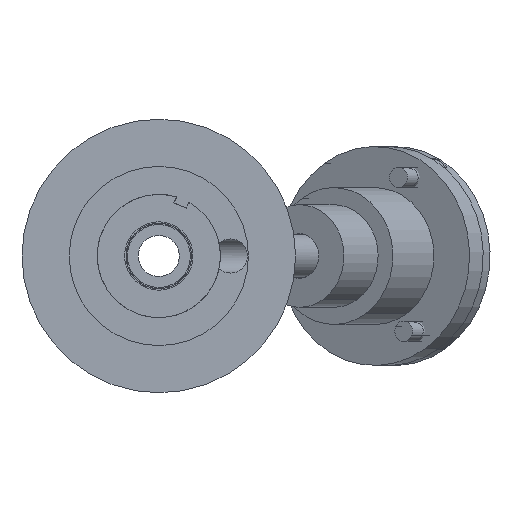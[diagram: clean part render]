
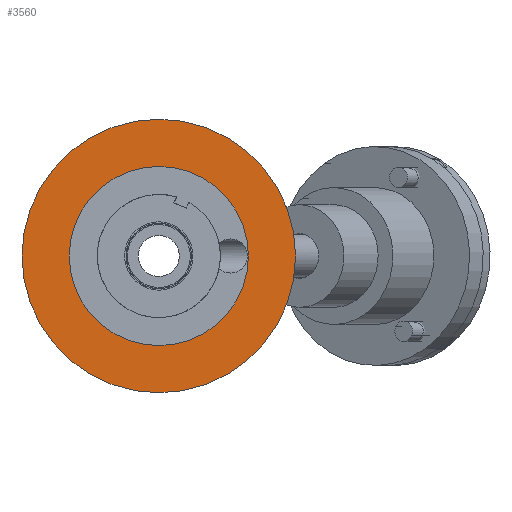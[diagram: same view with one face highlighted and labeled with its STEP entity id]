
A CAD part, front view. The second image highlights one B-rep face of the part: STEP entity #3560.
In plain terms, the highlighted planar face has unit normal (0, -1, 0).
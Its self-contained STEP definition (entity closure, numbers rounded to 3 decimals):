
#194 = EDGE_CURVE ( 'NONE', #805, #800, #2942, .T. ) ;
#210 = EDGE_CURVE ( 'NONE', #753, #803, #2626, .T. ) ;
#347 = EDGE_CURVE ( 'NONE', #800, #805, #2932, .T. ) ;
#357 = EDGE_CURVE ( 'NONE', #803, #753, #2633, .T. ) ;
#753 = VERTEX_POINT ( 'NONE', #3332 ) ;
#800 = VERTEX_POINT ( 'NONE', #3290 ) ;
#803 = VERTEX_POINT ( 'NONE', #3280 ) ;
#805 = VERTEX_POINT ( 'NONE', #3294 ) ;
#1285 = ORIENTED_EDGE ( 'NONE', *, *, #357, .T. ) ;
#1286 = ORIENTED_EDGE ( 'NONE', *, *, #210, .T. ) ;
#1287 = ORIENTED_EDGE ( 'NONE', *, *, #194, .F. ) ;
#1288 = ORIENTED_EDGE ( 'NONE', *, *, #347, .F. ) ;
#2032 = DIRECTION ( 'NONE',  ( -1., 0., 0. ) ) ;
#2033 = DIRECTION ( 'NONE',  ( 0., -1., 0. ) ) ;
#2034 = CARTESIAN_POINT ( 'NONE',  ( -292.994, 495.205, 20. ) ) ;
#2041 = PLANE ( 'NONE',  #6787 ) ;
#2626 = CIRCLE ( 'NONE', #6101, 13.1 ) ;
#2633 = CIRCLE ( 'NONE', #6921, 13.1 ) ;
#2851 = FACE_OUTER_BOUND ( 'NONE', #3924, .T. ) ;
#2932 = CIRCLE ( 'NONE', #6132, 20. ) ;
#2942 = CIRCLE ( 'NONE', #6930, 20. ) ;
#3015 = FACE_BOUND ( 'NONE', #3854, .T. ) ;
#3280 = CARTESIAN_POINT ( 'NONE',  ( -279.894, 495.205, 0. ) ) ;
#3290 = CARTESIAN_POINT ( 'NONE',  ( -312.994, 495.205, 0. ) ) ;
#3294 = CARTESIAN_POINT ( 'NONE',  ( -272.994, 495.205, 0. ) ) ;
#3332 = CARTESIAN_POINT ( 'NONE',  ( -306.094, 495.205, 0. ) ) ;
#3560 = ADVANCED_FACE ( 'NONE', ( #3015, #2851 ), #2041, .T. ) ;
#3854 = EDGE_LOOP ( 'NONE', ( #1285, #1286 ) ) ;
#3924 = EDGE_LOOP ( 'NONE', ( #1287, #1288 ) ) ;
#4798 = DIRECTION ( 'NONE',  ( 1., 0., 0. ) ) ;
#4800 = DIRECTION ( 'NONE',  ( 0., 1., 0. ) ) ;
#4801 = CARTESIAN_POINT ( 'NONE',  ( -292.994, 495.205, 0. ) ) ;
#4891 = DIRECTION ( 'NONE',  ( 0., 1., 0. ) ) ;
#4892 = DIRECTION ( 'NONE',  ( 1., 0., 0. ) ) ;
#4898 = CARTESIAN_POINT ( 'NONE',  ( -292.994, 495.205, 0. ) ) ;
#5077 = CARTESIAN_POINT ( 'NONE',  ( -292.994, 495.205, 0. ) ) ;
#5094 = DIRECTION ( 'NONE',  ( 1., 0., 0. ) ) ;
#5096 = DIRECTION ( 'NONE',  ( 0., 1., 0. ) ) ;
#5227 = DIRECTION ( 'NONE',  ( 0., 1., 0. ) ) ;
#5238 = CARTESIAN_POINT ( 'NONE',  ( -292.994, 495.205, 0. ) ) ;
#5260 = DIRECTION ( 'NONE',  ( 1., 0., 0. ) ) ;
#6101 = AXIS2_PLACEMENT_3D ( 'NONE', #5077, #5096, #5094 ) ;
#6132 = AXIS2_PLACEMENT_3D ( 'NONE', #4801, #4800, #4798 ) ;
#6787 = AXIS2_PLACEMENT_3D ( 'NONE', #2034, #2033, #2032 ) ;
#6921 = AXIS2_PLACEMENT_3D ( 'NONE', #5238, #5227, #5260 ) ;
#6930 = AXIS2_PLACEMENT_3D ( 'NONE', #4898, #4891, #4892 ) ;
